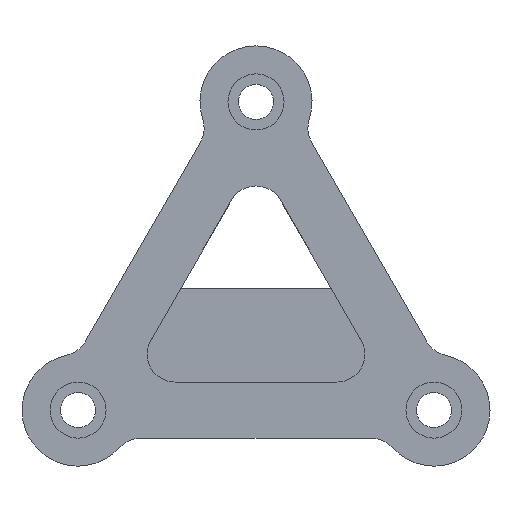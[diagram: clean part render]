
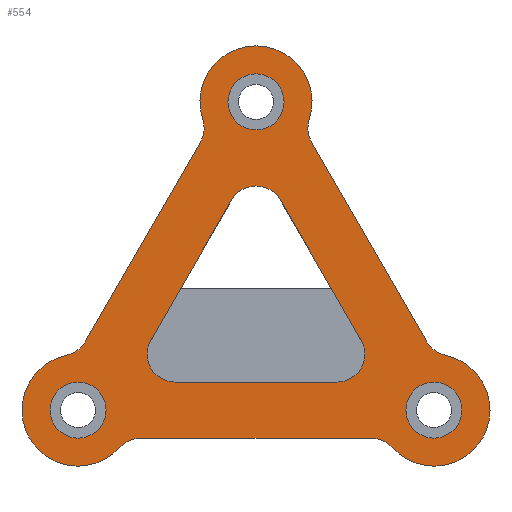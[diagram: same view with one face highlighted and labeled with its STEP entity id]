
A CAD part, left-side view. The second image highlights one B-rep face of the part: STEP entity #554.
In plain terms, the highlighted planar face has unit normal (-1, 0, 0).
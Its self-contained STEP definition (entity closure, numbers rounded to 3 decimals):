
#15=FACE_BOUND('',#89,.T.);
#16=FACE_BOUND('',#90,.T.);
#17=FACE_BOUND('',#91,.T.);
#18=FACE_BOUND('',#92,.T.);
#32=PLANE('',#623);
#57=FACE_OUTER_BOUND('',#88,.T.);
#88=EDGE_LOOP('',(#438,#439,#440,#441,#442,#443,#444,#445,#446,#447,#448,
#449));
#89=EDGE_LOOP('',(#450));
#90=EDGE_LOOP('',(#451));
#91=EDGE_LOOP('',(#452));
#92=EDGE_LOOP('',(#453,#454,#455,#456,#457,#458));
#118=LINE('',#845,#160);
#123=LINE('',#860,#165);
#129=LINE('',#884,#171);
#135=LINE('',#903,#177);
#142=LINE('',#930,#184);
#144=LINE('',#947,#186);
#160=VECTOR('',#664,10.);
#165=VECTOR('',#677,10.);
#171=VECTOR('',#703,10.);
#177=VECTOR('',#721,10.);
#184=VECTOR('',#752,10.);
#186=VECTOR('',#774,10.);
#197=CIRCLE('',#583,2.);
#199=CIRCLE('',#587,2.);
#201=CIRCLE('',#591,2.);
#203=CIRCLE('',#594,4.);
#205=CIRCLE('',#597,2.);
#207=CIRCLE('',#601,2.);
#209=CIRCLE('',#606,2.);
#211=CIRCLE('',#609,2.);
#213=CIRCLE('',#612,4.);
#215=CIRCLE('',#615,2.);
#217=CIRCLE('',#619,2.);
#218=CIRCLE('',#621,4.);
#220=CIRCLE('',#624,2.);
#221=CIRCLE('',#625,2.);
#222=CIRCLE('',#626,2.);
#234=VERTEX_POINT('',#831);
#235=VERTEX_POINT('',#833);
#239=VERTEX_POINT('',#843);
#242=VERTEX_POINT('',#850);
#243=VERTEX_POINT('',#852);
#245=VERTEX_POINT('',#858);
#247=VERTEX_POINT('',#864);
#249=VERTEX_POINT('',#870);
#251=VERTEX_POINT('',#876);
#253=VERTEX_POINT('',#882);
#256=VERTEX_POINT('',#889);
#257=VERTEX_POINT('',#891);
#260=VERTEX_POINT('',#902);
#262=VERTEX_POINT('',#910);
#264=VERTEX_POINT('',#916);
#266=VERTEX_POINT('',#922);
#268=VERTEX_POINT('',#928);
#270=VERTEX_POINT('',#934);
#271=VERTEX_POINT('',#941);
#272=VERTEX_POINT('',#943);
#273=VERTEX_POINT('',#945);
#286=EDGE_CURVE('',#234,#235,#197,.T.);
#292=EDGE_CURVE('',#234,#239,#118,.T.);
#295=EDGE_CURVE('',#242,#243,#199,.T.);
#299=EDGE_CURVE('',#242,#245,#123,.T.);
#302=EDGE_CURVE('',#247,#245,#201,.T.);
#305=EDGE_CURVE('',#247,#249,#203,.T.);
#308=EDGE_CURVE('',#251,#249,#205,.T.);
#311=EDGE_CURVE('',#251,#253,#129,.T.);
#314=EDGE_CURVE('',#256,#257,#207,.T.);
#320=EDGE_CURVE('',#260,#257,#135,.T.);
#322=EDGE_CURVE('',#260,#239,#209,.T.);
#325=EDGE_CURVE('',#262,#253,#211,.T.);
#328=EDGE_CURVE('',#262,#264,#213,.T.);
#331=EDGE_CURVE('',#266,#264,#215,.T.);
#334=EDGE_CURVE('',#266,#268,#142,.T.);
#337=EDGE_CURVE('',#270,#268,#217,.T.);
#338=EDGE_CURVE('',#270,#243,#218,.T.);
#340=EDGE_CURVE('',#271,#271,#220,.T.);
#341=EDGE_CURVE('',#272,#272,#221,.T.);
#342=EDGE_CURVE('',#273,#273,#222,.T.);
#343=EDGE_CURVE('',#256,#235,#144,.T.);
#438=ORIENTED_EDGE('',*,*,#334,.T.);
#439=ORIENTED_EDGE('',*,*,#337,.F.);
#440=ORIENTED_EDGE('',*,*,#338,.T.);
#441=ORIENTED_EDGE('',*,*,#295,.F.);
#442=ORIENTED_EDGE('',*,*,#299,.T.);
#443=ORIENTED_EDGE('',*,*,#302,.F.);
#444=ORIENTED_EDGE('',*,*,#305,.T.);
#445=ORIENTED_EDGE('',*,*,#308,.F.);
#446=ORIENTED_EDGE('',*,*,#311,.T.);
#447=ORIENTED_EDGE('',*,*,#325,.F.);
#448=ORIENTED_EDGE('',*,*,#328,.T.);
#449=ORIENTED_EDGE('',*,*,#331,.F.);
#450=ORIENTED_EDGE('',*,*,#340,.T.);
#451=ORIENTED_EDGE('',*,*,#341,.T.);
#452=ORIENTED_EDGE('',*,*,#342,.T.);
#453=ORIENTED_EDGE('',*,*,#292,.T.);
#454=ORIENTED_EDGE('',*,*,#322,.F.);
#455=ORIENTED_EDGE('',*,*,#320,.T.);
#456=ORIENTED_EDGE('',*,*,#314,.F.);
#457=ORIENTED_EDGE('',*,*,#343,.T.);
#458=ORIENTED_EDGE('',*,*,#286,.F.);
#554=ADVANCED_FACE('',(#57,#15,#16,#17,#18),#32,.T.);
#583=AXIS2_PLACEMENT_3D('',#834,#655,#656);
#587=AXIS2_PLACEMENT_3D('',#853,#670,#671);
#591=AXIS2_PLACEMENT_3D('',#866,#683,#684);
#594=AXIS2_PLACEMENT_3D('',#872,#690,#691);
#597=AXIS2_PLACEMENT_3D('',#878,#697,#698);
#601=AXIS2_PLACEMENT_3D('',#892,#709,#710);
#606=AXIS2_PLACEMENT_3D('',#906,#725,#726);
#609=AXIS2_PLACEMENT_3D('',#912,#732,#733);
#612=AXIS2_PLACEMENT_3D('',#918,#739,#740);
#615=AXIS2_PLACEMENT_3D('',#924,#746,#747);
#619=AXIS2_PLACEMENT_3D('',#936,#758,#759);
#621=AXIS2_PLACEMENT_3D('',#938,#762,#763);
#623=AXIS2_PLACEMENT_3D('',#940,#766,#767);
#624=AXIS2_PLACEMENT_3D('',#942,#768,#769);
#625=AXIS2_PLACEMENT_3D('',#944,#770,#771);
#626=AXIS2_PLACEMENT_3D('',#946,#772,#773);
#655=DIRECTION('center_axis',(-1.,0.,0.));
#656=DIRECTION('ref_axis',(0.,0.,1.));
#664=DIRECTION('',(0.,-0.5,-0.866));
#670=DIRECTION('center_axis',(-1.,0.,0.));
#671=DIRECTION('ref_axis',(0.,-0.995,-0.103));
#677=DIRECTION('',(0.,0.5,-0.866));
#683=DIRECTION('center_axis',(-1.,0.,0.));
#684=DIRECTION('ref_axis',(0.,-0.586,-0.81));
#690=DIRECTION('center_axis',(-1.,0.,0.));
#691=DIRECTION('ref_axis',(0.,0.,
-1.));
#697=DIRECTION('center_axis',(-1.,0.,0.));
#698=DIRECTION('ref_axis',(0.,0.408,0.913));
#703=DIRECTION('',(0.,-1.,0.));
#709=DIRECTION('center_axis',(-1.,0.,0.));
#710=DIRECTION('ref_axis',(0.,0.866,-0.5));
#721=DIRECTION('',(0.,1.,0.));
#725=DIRECTION('center_axis',(-1.,0.,0.));
#726=DIRECTION('ref_axis',(0.,-0.866,-0.5));
#732=DIRECTION('center_axis',(-1.,0.,0.));
#733=DIRECTION('ref_axis',(0.,-0.408,0.913));
#739=DIRECTION('center_axis',(-1.,0.,0.));
#740=DIRECTION('ref_axis',(0.,0.,
-1.));
#746=DIRECTION('center_axis',(-1.,0.,0.));
#747=DIRECTION('ref_axis',(0.,0.586,-0.81));
#752=DIRECTION('',(0.,0.5,0.866));
#758=DIRECTION('center_axis',(-1.,0.,0.));
#759=DIRECTION('ref_axis',(0.,0.995,-0.103));
#762=DIRECTION('center_axis',(-1.,0.,0.));
#763=DIRECTION('ref_axis',(0.,0.,
-1.));
#766=DIRECTION('center_axis',(-1.,0.,0.));
#767=DIRECTION('ref_axis',(0.,0.,
-1.));
#768=DIRECTION('center_axis',(1.,0.,0.));
#769=DIRECTION('ref_axis',(0.,0.,
-1.));
#770=DIRECTION('center_axis',(1.,0.,0.));
#771=DIRECTION('ref_axis',(0.,0.,
-1.));
#772=DIRECTION('center_axis',(1.,0.,0.));
#773=DIRECTION('ref_axis',(0.,0.,
-1.));
#774=DIRECTION('',(0.,-0.5,0.866));
#831=CARTESIAN_POINT('',(4.909,23.618,19.67));
#833=CARTESIAN_POINT('',(4.909,27.082,19.67));
#834=CARTESIAN_POINT('Origin',(4.909,25.35,18.67));
#843=CARTESIAN_POINT('',(4.909,17.845,9.67));
#845=CARTESIAN_POINT('',(4.909,22.64,17.976));
#850=CARTESIAN_POINT('',(4.909,29.318,23.797));
#852=CARTESIAN_POINT('',(4.909,29.15,25.421));
#853=CARTESIAN_POINT('Origin',(4.909,31.05,24.797));
#858=CARTESIAN_POINT('',(4.909,37.548,9.543));
#860=CARTESIAN_POINT('',(4.909,28.814,24.67));
#864=CARTESIAN_POINT('',(4.909,38.871,8.585));
#866=CARTESIAN_POINT('Origin',(4.909,39.28,10.543));
#870=CARTESIAN_POINT('',(4.909,35.07,2.003));
#872=CARTESIAN_POINT('Origin',(4.909,38.052,4.67));
#876=CARTESIAN_POINT('',(4.909,33.58,2.67));
#878=CARTESIAN_POINT('Origin',(4.909,33.58,0.67));
#882=CARTESIAN_POINT('',(4.909,17.121,2.67));
#884=CARTESIAN_POINT('',(4.909,16.113,2.67));
#889=CARTESIAN_POINT('',(4.909,32.856,9.67));
#891=CARTESIAN_POINT('',(4.909,31.124,6.67));
#892=CARTESIAN_POINT('Origin',(4.909,31.124,8.67));
#902=CARTESIAN_POINT('',(4.909,19.577,6.67));
#903=CARTESIAN_POINT('',(4.909,12.889,6.67));
#906=CARTESIAN_POINT('Origin',(4.909,19.577,8.67));
#910=CARTESIAN_POINT('',(4.909,15.63,2.003));
#912=CARTESIAN_POINT('Origin',(4.909,17.121,0.67));
#916=CARTESIAN_POINT('',(4.909,11.83,8.585));
#918=CARTESIAN_POINT('Origin',(4.909,12.648,4.67));
#922=CARTESIAN_POINT('',(4.909,13.152,9.543));
#924=CARTESIAN_POINT('Origin',(4.909,11.42,10.543));
#928=CARTESIAN_POINT('',(4.909,21.382,23.797));
#930=CARTESIAN_POINT('',(4.909,21.886,24.67));
#934=CARTESIAN_POINT('',(4.909,21.55,25.421));
#936=CARTESIAN_POINT('Origin',(4.909,19.65,24.797));
#938=CARTESIAN_POINT('Origin',(4.909,25.35,26.67));
#940=CARTESIAN_POINT('Origin',(4.909,9.666,31.675));
#941=CARTESIAN_POINT('',(4.909,38.052,6.67));
#942=CARTESIAN_POINT('Origin',(4.909,38.052,4.67));
#943=CARTESIAN_POINT('',(4.909,25.35,28.67));
#944=CARTESIAN_POINT('Origin',(4.909,25.35,26.67));
#945=CARTESIAN_POINT('',(4.909,12.648,6.67));
#946=CARTESIAN_POINT('Origin',(4.909,12.648,4.67));
#947=CARTESIAN_POINT('',(4.909,25.35,22.67));
